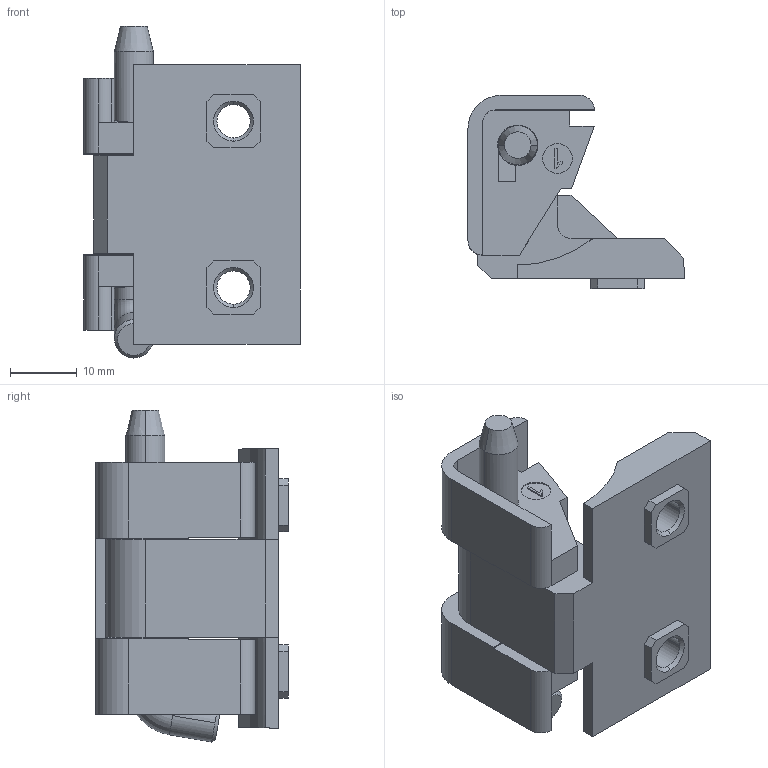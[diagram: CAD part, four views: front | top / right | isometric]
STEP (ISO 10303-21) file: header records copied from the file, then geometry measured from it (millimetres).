
FILE_DESCRIPTION (( 'STEP AP203' ), '1' );
FILE_NAME ('MG18.1.2.21.20.STEP', '2022-07-29T06:44:29', ( '' ), ( '' ), 'SwSTEP 2.0', 'SolidWorks 2021', '' );
FILE_SCHEMA (( 'CONFIG_CONTROL_DESIGN' ));
Length unit declared in the file: millimetre
Products named in the file (1): MG18.1.2.21.20
Bounding box: 32.5 x 29 x 49.91 mm (x, y, z)
Surface area: 8964.9 mm2 (no closed solid volume)
Topology: 0 solids, 3 shells, 160 faces, 468 edges, 314 vertices
Faces by surface type: plane 90, cylinder 33, bspline 23, cone 12, torus 2
Entity records: 6597 total; most frequent: CARTESIAN_POINT 2412, ORIENTED_EDGE 874, DIRECTION 760, EDGE_CURVE 468, LINE 320, VECTOR 320, VERTEX_POINT 314, AXIS2_PLACEMENT_3D 220
